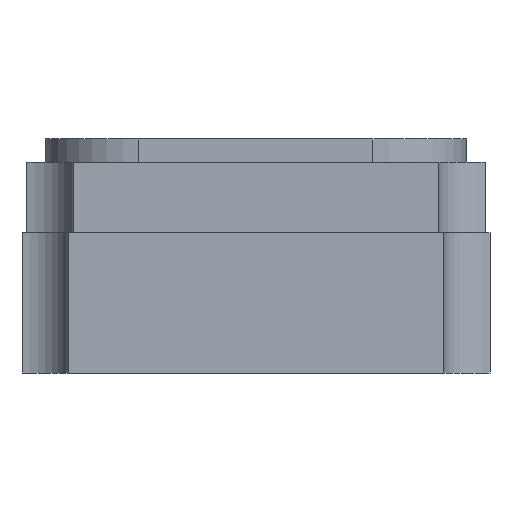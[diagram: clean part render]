
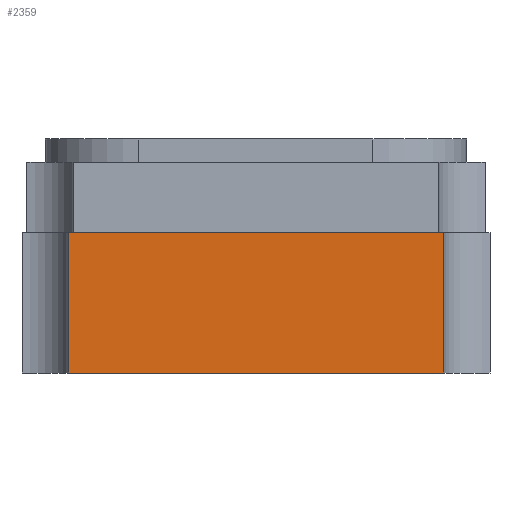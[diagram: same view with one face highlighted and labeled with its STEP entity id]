
A CAD part, left-side view. The second image highlights one B-rep face of the part: STEP entity #2359.
In plain terms, the highlighted planar face has unit normal (-1, 0, 0).
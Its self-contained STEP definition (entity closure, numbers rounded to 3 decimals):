
#148=LINE('',#3719,#244);
#153=LINE('',#3733,#249);
#154=LINE('',#3735,#250);
#155=LINE('',#3737,#251);
#244=VECTOR('',#2760,1000.);
#249=VECTOR('',#2773,1000.);
#250=VECTOR('',#2776,1000.);
#251=VECTOR('',#2777,1000.);
#724=ORIENTED_EDGE('',*,*,#994,.T.);
#725=ORIENTED_EDGE('',*,*,#993,.F.);
#726=ORIENTED_EDGE('',*,*,#986,.F.);
#727=ORIENTED_EDGE('',*,*,#995,.T.);
#986=EDGE_CURVE('',#1162,#1163,#148,.T.);
#993=EDGE_CURVE('',#1163,#1167,#153,.T.);
#994=EDGE_CURVE('',#1168,#1167,#154,.T.);
#995=EDGE_CURVE('',#1162,#1168,#155,.T.);
#1162=VERTEX_POINT('',#3718);
#1163=VERTEX_POINT('',#3720);
#1167=VERTEX_POINT('',#3732);
#1168=VERTEX_POINT('',#3736);
#1404=EDGE_LOOP('',(#724,#725,#726,#727));
#1513=FACE_BOUND('',#1404,.T.);
#1590=PLANE('',#2472);
#2359=ADVANCED_FACE('',(#1513),#1590,.F.);
#2472=AXIS2_PLACEMENT_3D('',#3734,#2774,#2775);
#2760=DIRECTION('',(0.,-1.,0.));
#2773=DIRECTION('',(0.,0.,-1.));
#2774=DIRECTION('',(1.,0.,0.));
#2775=DIRECTION('',(0.,0.,-1.));
#2776=DIRECTION('',(0.,-1.,0.));
#2777=DIRECTION('',(0.,0.,-1.));
#3718=CARTESIAN_POINT('',(-0.8,0.4,0.3));
#3719=CARTESIAN_POINT('',(-0.8,0.4,0.3));
#3720=CARTESIAN_POINT('',(-0.8,-0.4,0.3));
#3732=CARTESIAN_POINT('',(-0.8,-0.4,0.));
#3733=CARTESIAN_POINT('',(-0.8,-0.4,0.3));
#3734=CARTESIAN_POINT('',(-0.8,0.4,0.3));
#3735=CARTESIAN_POINT('',(-0.8,0.4,0.));
#3736=CARTESIAN_POINT('',(-0.8,0.4,0.));
#3737=CARTESIAN_POINT('',(-0.8,0.4,0.3));
